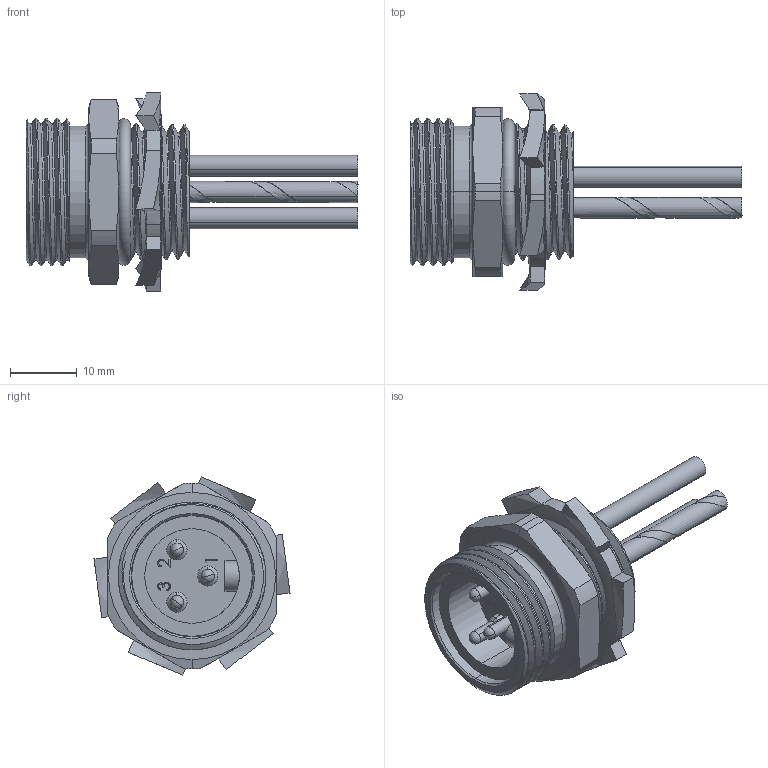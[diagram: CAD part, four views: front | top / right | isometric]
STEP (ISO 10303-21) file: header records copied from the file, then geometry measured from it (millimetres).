
FILE_DESCRIPTION (( 'STEP AP214' ), '1' );
FILE_NAME ('MIN-3MR-ZZ.STEP', '2015-08-12T23:46:14', ( 'Bruce Laptop' ), ( 'HP' ), 'SwSTEP 2.0', 'SolidWorks 2015', '' );
FILE_SCHEMA (( 'AUTOMOTIVE_DESIGN' ));
Length unit declared in the file: millimetre
Products named in the file (1): MIN-3MR-ZZ
Bounding box: 49.91 x 29.48 x 29.77 mm (x, y, z)
Volume: 8867.2 mm3; surface area: 6329.8 mm2
Topology: 1 solids, 1 shells, 219 faces, 578 edges, 369 vertices
Faces by surface type: cylinder 68, plane 65, bspline 46, cone 26, torus 8, sphere 6
Entity records: 17104 total; most frequent: CARTESIAN_POINT 9849, ORIENTED_EDGE 1144, DIRECTION 835, EDGE_CURVE 572, VERTEX_POINT 369, AXIS2_PLACEMENT_3D 320, EDGE_LOOP 235, ADVANCED_FACE 219
